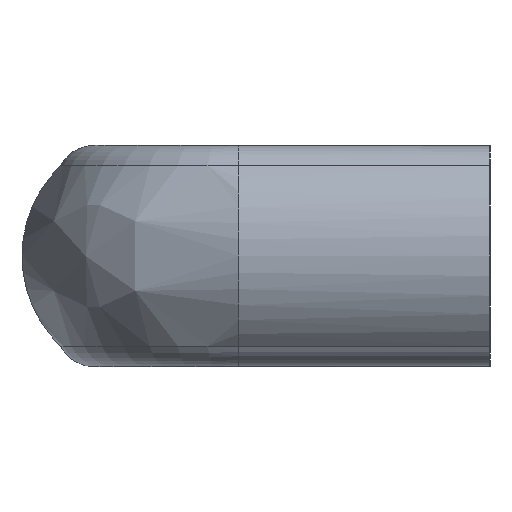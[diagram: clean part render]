
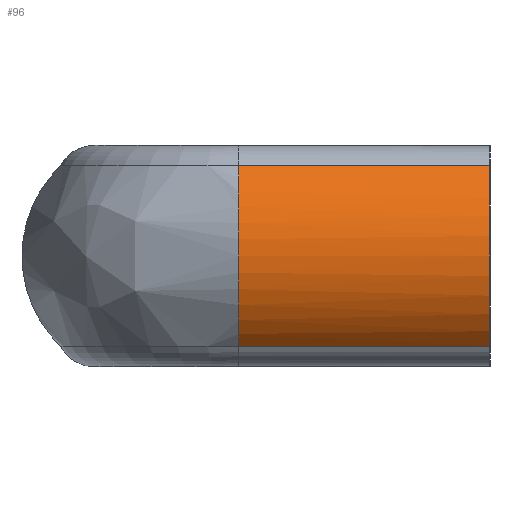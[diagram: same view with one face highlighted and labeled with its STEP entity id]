
A CAD part, left-side view. The second image highlights one B-rep face of the part: STEP entity #96.
In plain terms, the highlighted cylindrical face has radius 14.709 mm (diameter 29.418 mm), a partial arc.
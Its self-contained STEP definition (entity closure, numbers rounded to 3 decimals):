
#96 = ADVANCED_FACE( '', ( #199 ), #200, .T. );
#199 = FACE_OUTER_BOUND( '', #320, .T. );
#200 = CYLINDRICAL_SURFACE( '', #321, 14.709 );
#320 = EDGE_LOOP( '', ( #524, #525, #526, #527 ) );
#321 = AXIS2_PLACEMENT_3D( '', #528, #529, #530 );
#524 = ORIENTED_EDGE( '', *, *, #639, .T. );
#525 = ORIENTED_EDGE( '', *, *, #622, .F. );
#526 = ORIENTED_EDGE( '', *, *, #583, .F. );
#527 = ORIENTED_EDGE( '', *, *, #635, .T. );
#528 = CARTESIAN_POINT( '', ( 14.71, 0., 0. ) );
#529 = DIRECTION( '', ( 0., -1., 0. ) );
#530 = DIRECTION( '', ( 0., 0., 1. ) );
#583 = EDGE_CURVE( '', #674, #675, #676, .T. );
#622 = EDGE_CURVE( '', #675, #726, #728, .T. );
#635 = EDGE_CURVE( '', #674, #742, #744, .T. );
#639 = EDGE_CURVE( '', #742, #726, #747, .T. );
#674 = VERTEX_POINT( '', #818 );
#675 = VERTEX_POINT( '', #819 );
#676 = CIRCLE( '', #820, 14.709 );
#726 = VERTEX_POINT( '', #990 );
#728 = LINE( '', #1001, #1002 );
#742 = VERTEX_POINT( '', #1026 );
#744 = LINE( '', #1037, #1038 );
#747 = B_SPLINE_CURVE_WITH_KNOTS( '', 3, ( #1041, #1042, #1043, #1044, #1045, #1046, #1047, #1048, #1049, #1050, #1051, #1052, #1053, #1054, #1055, #1056, #1057, #1058 ), .UNSPECIFIED., .F., .F., ( 4, 2, 2, 2, 2, 2, 2, 2, 4 ), ( 0., 0.125, 0.25, 0.375, 0.5, 0.625, 0.75, 0.875, 1. ), .UNSPECIFIED. );
#818 = CARTESIAN_POINT( '', ( 4.529, 0., 10.616 ) );
#819 = CARTESIAN_POINT( '', ( 4.529, 0., -10.616 ) );
#820 = AXIS2_PLACEMENT_3D( '', #1107, #1108, #1109 );
#990 = CARTESIAN_POINT( '', ( 4.529, 29.5, -10.617 ) );
#1001 = CARTESIAN_POINT( '', ( 4.529, 0., -10.616 ) );
#1002 = VECTOR( '', #1144, 1000. );
#1026 = CARTESIAN_POINT( '', ( 4.529, 29.5, 10.616 ) );
#1037 = CARTESIAN_POINT( '', ( 4.529, 0., 10.616 ) );
#1038 = VECTOR( '', #1155, 1000. );
#1041 = CARTESIAN_POINT( '', ( 4.529, 29.5, 10.616 ) );
#1042 = CARTESIAN_POINT( '', ( 3.816, 29.5, 9.932 ) );
#1043 = CARTESIAN_POINT( '', ( 3.172, 29.5, 9.176 ) );
#1044 = CARTESIAN_POINT( '', ( 2.048, 29.5, 7.55 ) );
#1045 = CARTESIAN_POINT( '', ( 1.568, 29.5, 6.68 ) );
#1046 = CARTESIAN_POINT( '', ( 0.793, 29.5, 4.862 ) );
#1047 = CARTESIAN_POINT( '', ( 0.497, 29.5, 3.913 ) );
#1048 = CARTESIAN_POINT( '', ( 0.101, 29.5, 1.977 ) );
#1049 = CARTESIAN_POINT( '', ( 0.001, 29.5, 0.988 ) );
#1050 = CARTESIAN_POINT( '', ( 0.001, 29.5, -0.988 ) );
#1051 = CARTESIAN_POINT( '', ( 0.101, 29.5, -1.977 ) );
#1052 = CARTESIAN_POINT( '', ( 0.497, 29.5, -3.913 ) );
#1053 = CARTESIAN_POINT( '', ( 0.793, 29.5, -4.862 ) );
#1054 = CARTESIAN_POINT( '', ( 1.568, 29.5, -6.68 ) );
#1055 = CARTESIAN_POINT( '', ( 2.048, 29.5, -7.55 ) );
#1056 = CARTESIAN_POINT( '', ( 3.172, 29.5, -9.176 ) );
#1057 = CARTESIAN_POINT( '', ( 3.816, 29.5, -9.932 ) );
#1058 = CARTESIAN_POINT( '', ( 4.529, 29.5, -10.616 ) );
#1107 = CARTESIAN_POINT( '', ( 14.71, 0., 0. ) );
#1108 = DIRECTION( '', ( 0., -1., 0. ) );
#1109 = DIRECTION( '', ( 0., 0., 1. ) );
#1144 = DIRECTION( '', ( 0., 1., 0. ) );
#1155 = DIRECTION( '', ( 0., 1., 0. ) );
